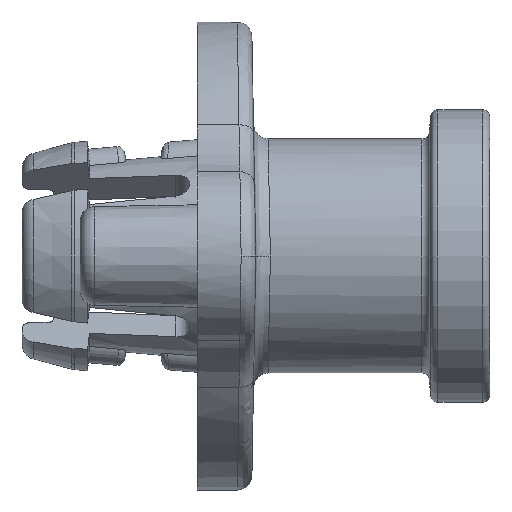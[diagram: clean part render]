
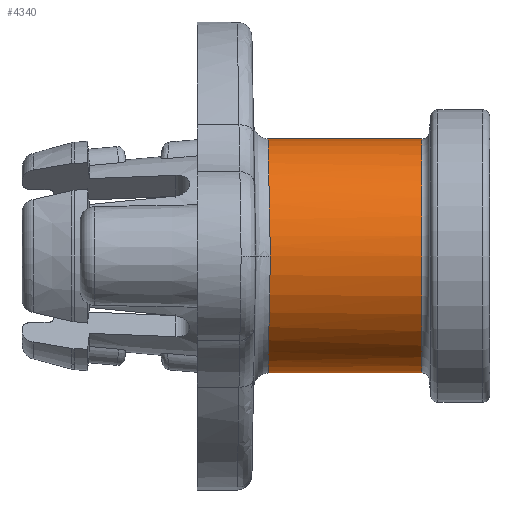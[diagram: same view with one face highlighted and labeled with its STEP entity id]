
A CAD part, left-side view. The second image highlights one B-rep face of the part: STEP entity #4340.
In plain terms, the highlighted cylindrical face has radius 4 mm (diameter 8 mm), a partial arc.
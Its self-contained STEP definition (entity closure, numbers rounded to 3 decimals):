
#147 = FACE_OUTER_BOUND ( 'NONE', #520, .T. ) ;
#513 = CARTESIAN_POINT ( 'NONE',  ( 8.851, 1.955, 21.656 ) ) ;
#520 = EDGE_LOOP ( 'NONE', ( #551, #5233, #2932, #7884, #6106 ) ) ;
#551 = ORIENTED_EDGE ( 'NONE', *, *, #7031, .F. ) ;
#626 = VECTOR ( 'NONE', #5205, 1000. ) ;
#1007 = VERTEX_POINT ( 'NONE', #4927 ) ;
#1235 =( BOUNDED_CURVE ( )  B_SPLINE_CURVE ( 3, ( #7953, #7978, #7545, #7523 ),
 .UNSPECIFIED., .F., .F. ) 
 B_SPLINE_CURVE_WITH_KNOTS ( ( 4, 4 ),
 ( 3.142, 4.712 ),
 .UNSPECIFIED. ) 
 CURVE ( )  GEOMETRIC_REPRESENTATION_ITEM ( )  RATIONAL_B_SPLINE_CURVE ( ( 1., 0.805, 0.805, 1. ) ) 
 REPRESENTATION_ITEM ( '' )  );
#1571 = CARTESIAN_POINT ( 'NONE',  ( 4.851, 9.455, 17.656 ) ) ;
#1878 =( BOUNDED_CURVE ( )  B_SPLINE_CURVE ( 3, ( #3960, #3973, #3324, #3314 ),
 .UNSPECIFIED., .F., .T. ) 
 B_SPLINE_CURVE_WITH_KNOTS ( ( 4, 4 ),
 ( 1.571, 3.142 ),
 .UNSPECIFIED. ) 
 CURVE ( )  GEOMETRIC_REPRESENTATION_ITEM ( )  RATIONAL_B_SPLINE_CURVE ( ( 1., 0.805, 0.805, 1. ) ) 
 REPRESENTATION_ITEM ( '' )  );
#1970 = AXIS2_PLACEMENT_3D ( 'NONE', #8548, #8519, #8004 ) ;
#2006 = AXIS2_PLACEMENT_3D ( 'NONE', #3613, #8243, #4251 ) ;
#2034 = VERTEX_POINT ( 'NONE', #7227 ) ;
#2305 = VECTOR ( 'NONE', #4360, 1000. ) ;
#2366 = CARTESIAN_POINT ( 'NONE',  ( 8.851, 1.955, 13.656 ) ) ;
#2736 = VERTEX_POINT ( 'NONE', #7588 ) ;
#2932 = ORIENTED_EDGE ( 'NONE', *, *, #4473, .T. ) ;
#3314 = CARTESIAN_POINT ( 'NONE',  ( 8.851, 9.534, 13.656 ) ) ;
#3324 = CARTESIAN_POINT ( 'NONE',  ( 6.508, 9.534, 13.656 ) ) ;
#3613 = CARTESIAN_POINT ( 'NONE',  ( 8.851, 4.272, 17.656 ) ) ;
#3960 = CARTESIAN_POINT ( 'NONE',  ( 4.851, 9.455, 17.656 ) ) ;
#3973 = CARTESIAN_POINT ( 'NONE',  ( 4.851, 9.501, 15.313 ) ) ;
#4164 = LINE ( 'NONE', #513, #626 ) ;
#4251 = DIRECTION ( 'NONE',  ( 0., 0., -1. ) ) ;
#4340 = ADVANCED_FACE ( 'NONE', ( #147 ), #6633, .T. ) ;
#4360 = DIRECTION ( 'NONE',  ( 0., -1., 0. ) ) ;
#4365 = EDGE_CURVE ( 'NONE', #2736, #7352, #1235, .T. ) ;
#4473 = EDGE_CURVE ( 'NONE', #7352, #7748, #1878, .T. ) ;
#4927 = CARTESIAN_POINT ( 'NONE',  ( 8.851, 4.272, 13.656 ) ) ;
#5205 = DIRECTION ( 'NONE',  ( 0., -1., 0. ) ) ;
#5233 = ORIENTED_EDGE ( 'NONE', *, *, #4365, .T. ) ;
#6106 = ORIENTED_EDGE ( 'NONE', *, *, #6723, .F. ) ;
#6122 = CIRCLE ( 'NONE', #2006, 4. ) ;
#6633 = CYLINDRICAL_SURFACE ( 'NONE', #1970, 4. ) ;
#6723 = EDGE_CURVE ( 'NONE', #2034, #1007, #6122, .T. ) ;
#6982 = EDGE_CURVE ( 'NONE', #7748, #1007, #7682, .T. ) ;
#7031 = EDGE_CURVE ( 'NONE', #2736, #2034, #4164, .T. ) ;
#7227 = CARTESIAN_POINT ( 'NONE',  ( 8.851, 4.272, 21.656 ) ) ;
#7352 = VERTEX_POINT ( 'NONE', #1571 ) ;
#7523 = CARTESIAN_POINT ( 'NONE',  ( 4.851, 9.455, 17.656 ) ) ;
#7545 = CARTESIAN_POINT ( 'NONE',  ( 4.851, 9.501, 19.999 ) ) ;
#7588 = CARTESIAN_POINT ( 'NONE',  ( 8.851, 9.534, 21.656 ) ) ;
#7682 = LINE ( 'NONE', #2366, #2305 ) ;
#7748 = VERTEX_POINT ( 'NONE', #8435 ) ;
#7884 = ORIENTED_EDGE ( 'NONE', *, *, #6982, .T. ) ;
#7953 = CARTESIAN_POINT ( 'NONE',  ( 8.851, 9.534, 21.656 ) ) ;
#7978 = CARTESIAN_POINT ( 'NONE',  ( 6.508, 9.534, 21.656 ) ) ;
#8004 = DIRECTION ( 'NONE',  ( 0., 0., -1. ) ) ;
#8243 = DIRECTION ( 'NONE',  ( 0., -1., 0. ) ) ;
#8435 = CARTESIAN_POINT ( 'NONE',  ( 8.851, 9.534, 13.656 ) ) ;
#8519 = DIRECTION ( 'NONE',  ( 0., -1., 0. ) ) ;
#8548 = CARTESIAN_POINT ( 'NONE',  ( 8.851, 1.955, 17.656 ) ) ;
